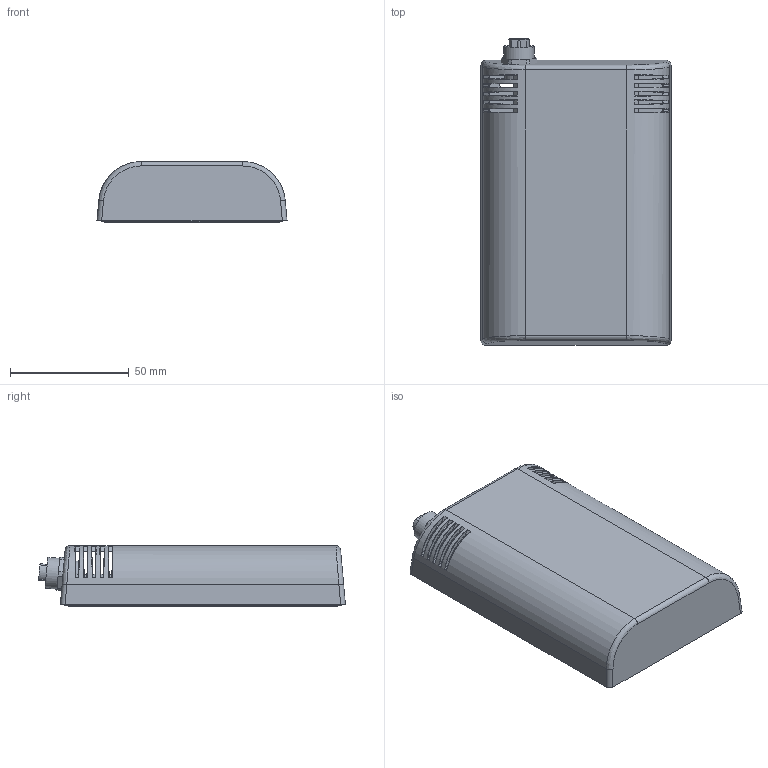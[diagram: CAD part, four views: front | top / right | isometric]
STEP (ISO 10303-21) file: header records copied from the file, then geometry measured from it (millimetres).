
FILE_DESCRIPTION(/* description */ (''),/* implementation_level */ '2;1');
FILE_NAME(/* name */ 'Si-xxxP2Ax.step',/* time_stamp */ '2021-07-29T13:57:05+02:00',/* author */ (''),/* organization */ (''),/* preprocessor_version */ 'ST-DEVELOPER v18.1',/* originating_system */ 'Autodesk Translation Framework v10.9.0.1377',/* authorisation */ '');
FILE_SCHEMA (('AUTOMOTIVE_DESIGN { 1 0 10303 214 3 1 1 }'));
Length unit declared in the file: millimetre
Products named in the file (5): Si-xxxP2Ax; Thermo120_B; BASE 120_M; COPERCHIO 120_M; E2-xx
Assembly tree (4 placements, depth 3):
  Si-xxxP2Ax
    Thermo120_B
      BASE 120_M
      COPERCHIO 120_M
    E2-xx
Bounding box: 80 x 129.13 x 25.6 mm (x, y, z)
Volume: 41955.2 mm3; surface area: 54431.6 mm2
Topology: 3 solids, 3 shells, 530 faces, 1371 edges, 867 vertices
Faces by surface type: plane 243, cylinder 161, torus 52, bspline 40, cone 34
Full cylindrical faces by diameter (mm): 1.2 x7, 11 x1, 12 x2, 13 x1, 20 x1
Entity records: 18461 total; most frequent: CARTESIAN_POINT 4732, ORIENTED_EDGE 2742, DIRECTION 2742, EDGE_CURVE 1371, AXIS2_PLACEMENT_3D 996, VERTEX_POINT 867, LINE 750, VECTOR 750
